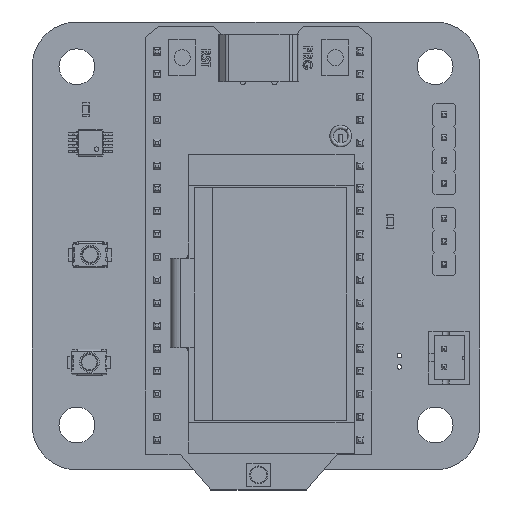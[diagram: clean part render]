
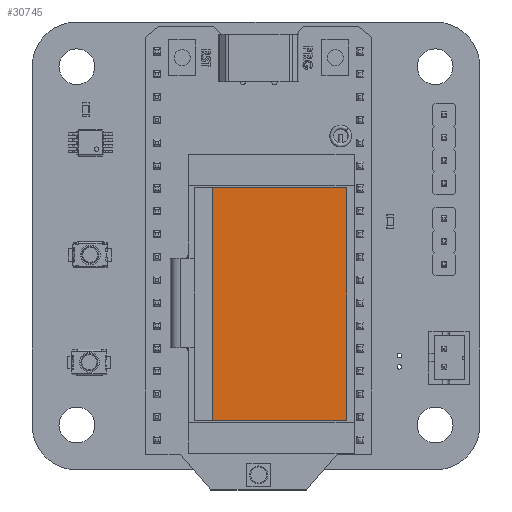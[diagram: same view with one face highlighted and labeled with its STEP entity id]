
A CAD part, top view. The second image highlights one B-rep face of the part: STEP entity #30745.
In plain terms, the highlighted face is planar.
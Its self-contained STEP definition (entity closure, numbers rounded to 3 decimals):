
#30618 = VERTEX_POINT('',#30619);
#30619 = CARTESIAN_POINT('',(18.125,6.8,-9.85));
#30625 = EDGE_CURVE('',#30626,#30618,#30628,.T.);
#30626 = VERTEX_POINT('',#30627);
#30627 = CARTESIAN_POINT('',(18.125,6.8,5.15));
#30628 = LINE('',#30629,#30630);
#30629 = CARTESIAN_POINT('',(18.125,6.8,5.15));
#30630 = VECTOR('',#30631,1.);
#30631 = DIRECTION('',(0.,0.,-1.));
#30665 = VERTEX_POINT('',#30666);
#30666 = CARTESIAN_POINT('',(-7.875,6.8,-9.85));
#30672 = EDGE_CURVE('',#30618,#30665,#30673,.T.);
#30673 = LINE('',#30674,#30675);
#30674 = CARTESIAN_POINT('',(-7.875,6.8,-9.85));
#30675 = VECTOR('',#30676,1.);
#30676 = DIRECTION('',(-1.,0.,0.));
#30705 = VERTEX_POINT('',#30706);
#30706 = CARTESIAN_POINT('',(-7.875,6.8,5.15));
#30712 = EDGE_CURVE('',#30665,#30705,#30713,.T.);
#30713 = LINE('',#30714,#30715);
#30714 = CARTESIAN_POINT('',(-7.875,6.8,5.15));
#30715 = VECTOR('',#30716,1.);
#30716 = DIRECTION('',(0.,0.,1.));
#30735 = EDGE_CURVE('',#30705,#30626,#30736,.T.);
#30736 = LINE('',#30737,#30738);
#30737 = CARTESIAN_POINT('',(-7.875,6.8,5.15));
#30738 = VECTOR('',#30739,1.);
#30739 = DIRECTION('',(1.,0.,0.));
#30745 = ADVANCED_FACE('',(#30746),#30752,.F.);
#30746 = FACE_BOUND('',#30747,.T.);
#30747 = EDGE_LOOP('',(#30748,#30749,#30750,#30751));
#30748 = ORIENTED_EDGE('',*,*,#30625,.T.);
#30749 = ORIENTED_EDGE('',*,*,#30672,.T.);
#30750 = ORIENTED_EDGE('',*,*,#30712,.T.);
#30751 = ORIENTED_EDGE('',*,*,#30735,.T.);
#30752 = PLANE('',#30753);
#30753 = AXIS2_PLACEMENT_3D('',#30754,#30755,#30756);
#30754 = CARTESIAN_POINT('',(0.,6.8,0.));
#30755 = DIRECTION('',(0.,-1.,0.));
#30756 = DIRECTION('',(0.,0.,-1.));
